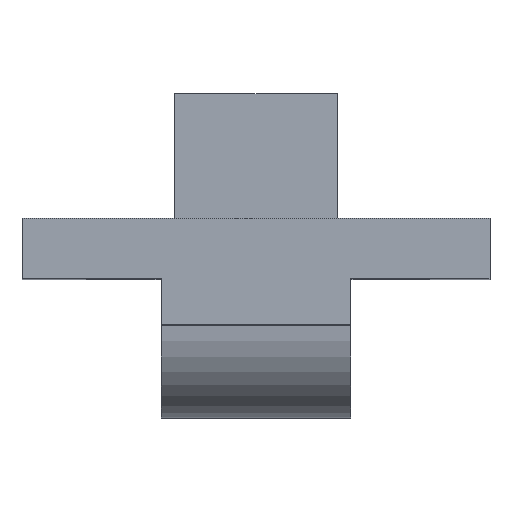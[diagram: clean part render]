
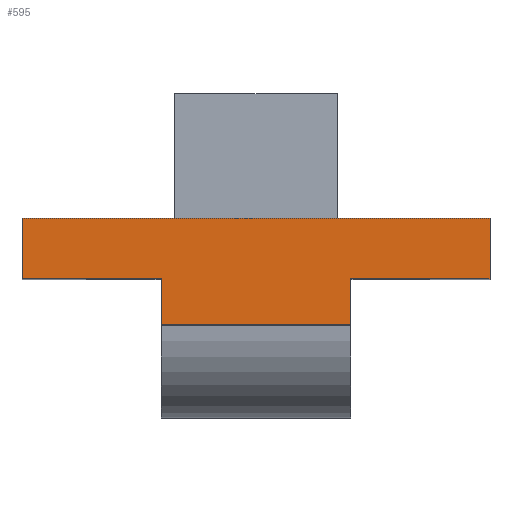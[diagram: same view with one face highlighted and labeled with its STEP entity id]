
A CAD part, top view. The second image highlights one B-rep face of the part: STEP entity #595.
In plain terms, the highlighted planar face has unit normal (0, 0, 1).
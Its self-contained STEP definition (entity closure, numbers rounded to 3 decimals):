
#35=FACE_OUTER_BOUND('',#63,.T.);
#63=EDGE_LOOP('',(#491,#492,#493,#494,#495,#496,#497,#498));
#92=LINE('',#822,#174);
#105=LINE('',#849,#187);
#129=LINE('',#893,#211);
#141=LINE('',#919,#223);
#144=LINE('',#924,#226);
#149=LINE('',#937,#231);
#150=LINE('',#938,#232);
#151=LINE('',#939,#233);
#174=VECTOR('',#663,10.);
#187=VECTOR('',#684,10.);
#211=VECTOR('',#712,10.);
#223=VECTOR('',#736,10.);
#226=VECTOR('',#741,10.);
#231=VECTOR('',#752,10.);
#232=VECTOR('',#753,10.);
#233=VECTOR('',#754,10.);
#255=VERTEX_POINT('',#819);
#256=VERTEX_POINT('',#821);
#265=VERTEX_POINT('',#846);
#266=VERTEX_POINT('',#848);
#283=VERTEX_POINT('',#890);
#284=VERTEX_POINT('',#892);
#292=VERTEX_POINT('',#917);
#293=VERTEX_POINT('',#923);
#314=EDGE_CURVE('',#256,#255,#92,.T.);
#327=EDGE_CURVE('',#266,#265,#105,.T.);
#351=EDGE_CURVE('',#284,#283,#129,.T.);
#365=EDGE_CURVE('',#255,#292,#141,.T.);
#368=EDGE_CURVE('',#293,#284,#144,.T.);
#375=EDGE_CURVE('',#265,#256,#149,.T.);
#376=EDGE_CURVE('',#292,#293,#150,.T.);
#377=EDGE_CURVE('',#283,#266,#151,.T.);
#491=ORIENTED_EDGE('',*,*,#327,.T.);
#492=ORIENTED_EDGE('',*,*,#375,.T.);
#493=ORIENTED_EDGE('',*,*,#314,.T.);
#494=ORIENTED_EDGE('',*,*,#365,.T.);
#495=ORIENTED_EDGE('',*,*,#376,.T.);
#496=ORIENTED_EDGE('',*,*,#368,.T.);
#497=ORIENTED_EDGE('',*,*,#351,.T.);
#498=ORIENTED_EDGE('',*,*,#377,.T.);
#570=PLANE('',#628);
#595=ADVANCED_FACE('',(#35),#570,.T.);
#628=AXIS2_PLACEMENT_3D('',#936,#750,#751);
#663=DIRECTION('',(1.,0.,0.));
#684=DIRECTION('',(-1.,0.,0.));
#712=DIRECTION('',(1.,0.,0.));
#736=DIRECTION('',(0.,-1.,0.));
#741=DIRECTION('',(0.,1.,0.));
#750=DIRECTION('center_axis',(0.,0.,1.));
#751=DIRECTION('ref_axis',(1.,0.,0.));
#752=DIRECTION('',(0.,-1.,0.));
#753=DIRECTION('',(1.,0.,0.));
#754=DIRECTION('',(0.,1.,0.));
#819=CARTESIAN_POINT('',(47.2,-280.8,14.5));
#821=CARTESIAN_POINT('',(44.2,-280.8,14.5));
#822=CARTESIAN_POINT('',(45.6,-280.8,14.5));
#846=CARTESIAN_POINT('',(44.2,-279.5,14.5));
#848=CARTESIAN_POINT('',(54.3,-279.5,14.5));
#849=CARTESIAN_POINT('',(44.55,-279.5,14.5));
#890=CARTESIAN_POINT('',(54.3,-280.8,14.5));
#892=CARTESIAN_POINT('',(51.3,-280.8,14.5));
#893=CARTESIAN_POINT('',(45.6,-280.8,14.5));
#917=CARTESIAN_POINT('',(47.2,-281.8,14.5));
#919=CARTESIAN_POINT('',(47.2,-280.8,14.5));
#923=CARTESIAN_POINT('',(51.3,-281.8,14.5));
#924=CARTESIAN_POINT('',(51.3,-280.8,14.5));
#936=CARTESIAN_POINT('Origin',(44.2,-280.9,14.5));
#937=CARTESIAN_POINT('',(44.2,-279.5,14.5));
#938=CARTESIAN_POINT('',(46.725,-281.8,14.5));
#939=CARTESIAN_POINT('',(54.3,-279.5,14.5));
